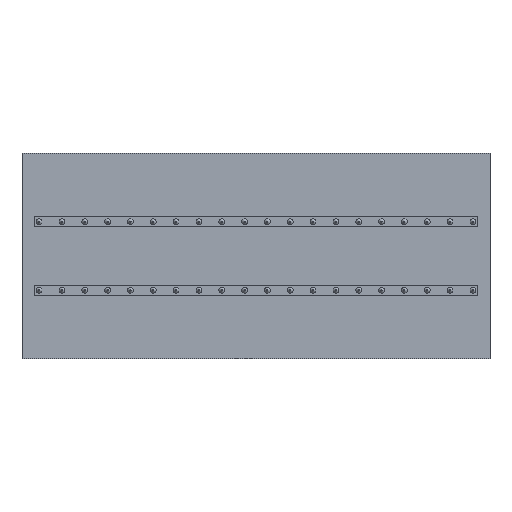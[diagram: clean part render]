
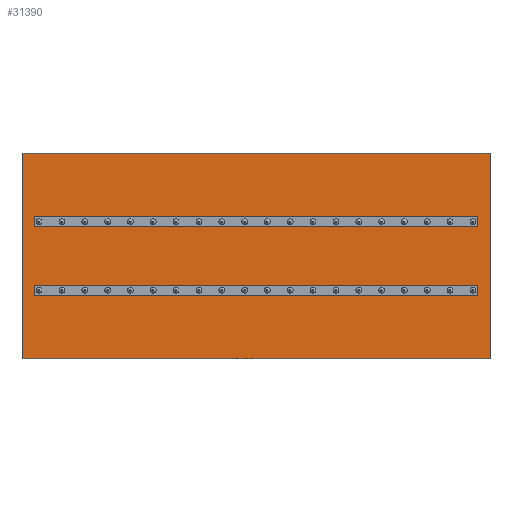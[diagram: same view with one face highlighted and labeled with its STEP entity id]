
A CAD part, front view. The second image highlights one B-rep face of the part: STEP entity #31390.
In plain terms, the highlighted planar face has unit normal (0, -1, 0).
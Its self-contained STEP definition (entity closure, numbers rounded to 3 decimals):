
#524=FACE_BOUND('',#3100,.T.);
#525=FACE_BOUND('',#3101,.T.);
#1340=FACE_OUTER_BOUND('',#3099,.T.);
#3099=EDGE_LOOP('',(#20138,#20139,#20140,#20141));
#3100=EDGE_LOOP('',(#20142,#20143,#20144,#20145));
#3101=EDGE_LOOP('',(#20146,#20147,#20148,#20149));
#4527=LINE('',#43454,#8314);
#4530=LINE('',#43459,#8317);
#4532=LINE('',#43463,#8319);
#4534=LINE('',#43466,#8321);
#4539=LINE('',#43519,#8326);
#4542=LINE('',#43524,#8329);
#4544=LINE('',#43528,#8331);
#4546=LINE('',#43531,#8333);
#4715=LINE('',#44192,#8502);
#4718=LINE('',#44197,#8505);
#4720=LINE('',#44201,#8507);
#4722=LINE('',#44204,#8509);
#8314=VECTOR('',#35183,10.);
#8317=VECTOR('',#35188,10.);
#8319=VECTOR('',#35192,10.);
#8321=VECTOR('',#35196,10.);
#8326=VECTOR('',#35245,10.);
#8329=VECTOR('',#35250,10.);
#8331=VECTOR('',#35254,10.);
#8333=VECTOR('',#35258,10.);
#8502=VECTOR('',#35911,10.);
#8505=VECTOR('',#35916,10.);
#8507=VECTOR('',#35920,10.);
#8509=VECTOR('',#35924,10.);
#12121=VERTEX_POINT('',#43452);
#12122=VERTEX_POINT('',#43453);
#12123=VERTEX_POINT('',#43458);
#12124=VERTEX_POINT('',#43462);
#12149=VERTEX_POINT('',#43517);
#12150=VERTEX_POINT('',#43518);
#12151=VERTEX_POINT('',#43523);
#12152=VERTEX_POINT('',#43527);
#12401=VERTEX_POINT('',#44190);
#12402=VERTEX_POINT('',#44191);
#12403=VERTEX_POINT('',#44196);
#12404=VERTEX_POINT('',#44200);
#15109=EDGE_CURVE('',#12121,#12122,#4527,.T.);
#15112=EDGE_CURVE('',#12123,#12121,#4530,.T.);
#15114=EDGE_CURVE('',#12124,#12123,#4532,.T.);
#15116=EDGE_CURVE('',#12122,#12124,#4534,.T.);
#15141=EDGE_CURVE('',#12149,#12150,#4539,.T.);
#15144=EDGE_CURVE('',#12150,#12151,#4542,.T.);
#15146=EDGE_CURVE('',#12151,#12152,#4544,.T.);
#15148=EDGE_CURVE('',#12152,#12149,#4546,.T.);
#15397=EDGE_CURVE('',#12401,#12402,#4715,.T.);
#15400=EDGE_CURVE('',#12403,#12401,#4718,.T.);
#15402=EDGE_CURVE('',#12404,#12403,#4720,.T.);
#15404=EDGE_CURVE('',#12402,#12404,#4722,.T.);
#20138=ORIENTED_EDGE('',*,*,#15404,.F.);
#20139=ORIENTED_EDGE('',*,*,#15397,.F.);
#20140=ORIENTED_EDGE('',*,*,#15400,.F.);
#20141=ORIENTED_EDGE('',*,*,#15402,.F.);
#20142=ORIENTED_EDGE('',*,*,#15109,.T.);
#20143=ORIENTED_EDGE('',*,*,#15116,.T.);
#20144=ORIENTED_EDGE('',*,*,#15114,.T.);
#20145=ORIENTED_EDGE('',*,*,#15112,.T.);
#20146=ORIENTED_EDGE('',*,*,#15141,.T.);
#20147=ORIENTED_EDGE('',*,*,#15144,.T.);
#20148=ORIENTED_EDGE('',*,*,#15146,.T.);
#20149=ORIENTED_EDGE('',*,*,#15148,.T.);
#28456=PLANE('',#33188);
#31390=ADVANCED_FACE('',(#1340,#524,#525),#28456,.F.);
#33188=AXIS2_PLACEMENT_3D('',#44206,#35927,#35928);
#35183=DIRECTION('',(0.,0.,1.));
#35188=DIRECTION('',(-1.,0.,0.));
#35192=DIRECTION('',(0.,0.,-1.));
#35196=DIRECTION('',(1.,0.,0.));
#35245=DIRECTION('',(0.,0.,1.));
#35250=DIRECTION('',(1.,0.,0.));
#35254=DIRECTION('',(0.,0.,-1.));
#35258=DIRECTION('',(-1.,0.,0.));
#35911=DIRECTION('',(0.,0.,1.));
#35916=DIRECTION('',(-1.,0.,0.));
#35920=DIRECTION('',(0.,0.,-1.));
#35924=DIRECTION('',(1.,0.,0.));
#35927=DIRECTION('center_axis',(0.,1.,0.));
#35928=DIRECTION('ref_axis',(0.,0.,1.));
#43452=CARTESIAN_POINT('',(-24.698,0.,-4.378));
#43453=CARTESIAN_POINT('',(-24.698,0.,-3.243));
#43454=CARTESIAN_POINT('',(-24.698,0.,-2.189));
#43458=CARTESIAN_POINT('',(24.698,0.,-4.378));
#43459=CARTESIAN_POINT('',(12.349,0.,-4.378));
#43462=CARTESIAN_POINT('',(24.698,0.,-3.243));
#43463=CARTESIAN_POINT('',(24.698,0.,-1.621));
#43466=CARTESIAN_POINT('',(-12.349,0.,-3.243));
#43517=CARTESIAN_POINT('',(-24.698,0.,3.243));
#43518=CARTESIAN_POINT('',(-24.698,0.,4.378));
#43519=CARTESIAN_POINT('',(-24.698,0.,2.189));
#43523=CARTESIAN_POINT('',(24.698,0.,4.378));
#43524=CARTESIAN_POINT('',(12.349,0.,4.378));
#43527=CARTESIAN_POINT('',(24.698,0.,3.243));
#43528=CARTESIAN_POINT('',(24.698,0.,1.621));
#43531=CARTESIAN_POINT('',(-12.349,0.,3.243));
#44190=CARTESIAN_POINT('',(-26.035,0.,-11.43));
#44191=CARTESIAN_POINT('',(-26.035,0.,11.43));
#44192=CARTESIAN_POINT('',(-26.035,0.,-11.43));
#44196=CARTESIAN_POINT('',(26.035,0.,-11.43));
#44197=CARTESIAN_POINT('',(26.035,0.,-11.43));
#44200=CARTESIAN_POINT('',(26.035,0.,11.43));
#44201=CARTESIAN_POINT('',(26.035,0.,11.43));
#44204=CARTESIAN_POINT('',(-26.035,0.,11.43));
#44206=CARTESIAN_POINT('Origin',(0.,0.,0.));
